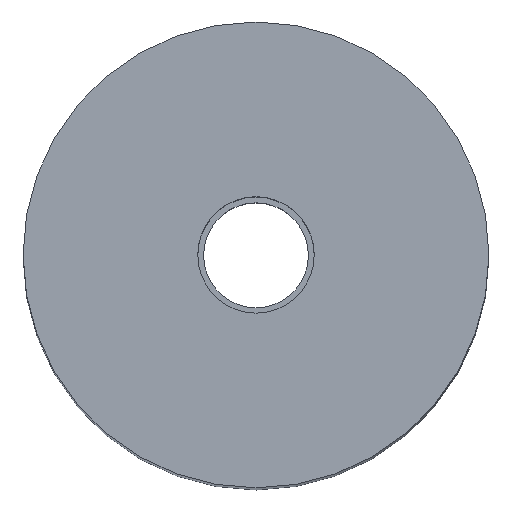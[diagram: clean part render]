
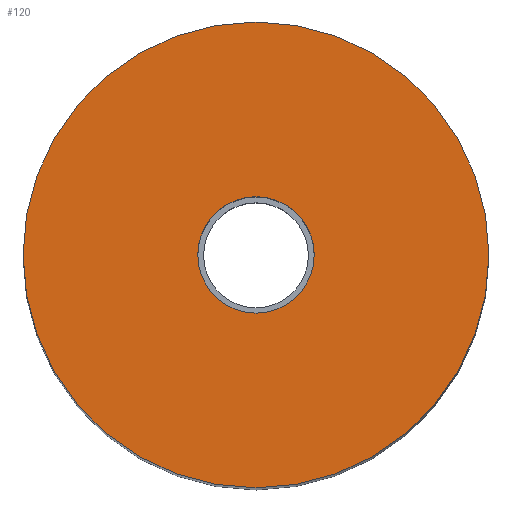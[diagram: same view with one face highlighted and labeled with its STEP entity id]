
A CAD part, left-side view. The second image highlights one B-rep face of the part: STEP entity #120.
In plain terms, the highlighted face is planar.
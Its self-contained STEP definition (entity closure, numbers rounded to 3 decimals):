
#25=FACE_BOUND('',#47,.T.);
#29=PLANE('',#150);
#36=FACE_OUTER_BOUND('',#46,.T.);
#46=EDGE_LOOP('',(#103));
#47=EDGE_LOOP('',(#104));
#63=CIRCLE('',#147,5.);
#65=CIRCLE('',#151,20.);
#71=VERTEX_POINT('',#219);
#73=VERTEX_POINT('',#227);
#80=EDGE_CURVE('',#71,#71,#63,.T.);
#84=EDGE_CURVE('',#73,#73,#65,.T.);
#103=ORIENTED_EDGE('',*,*,#84,.T.);
#104=ORIENTED_EDGE('',*,*,#80,.T.);
#120=ADVANCED_FACE('',(#36,#25),#29,.T.);
#147=AXIS2_PLACEMENT_3D('',#220,#180,#181);
#150=AXIS2_PLACEMENT_3D('',#226,#188,#189);
#151=AXIS2_PLACEMENT_3D('',#228,#190,#191);
#180=DIRECTION('center_axis',(1.,0.,0.));
#181=DIRECTION('ref_axis',(0.,0.,-1.));
#188=DIRECTION('center_axis',(-1.,0.,0.));
#189=DIRECTION('ref_axis',(0.,0.,1.));
#190=DIRECTION('center_axis',(-1.,0.,0.));
#191=DIRECTION('ref_axis',(0.,0.,1.));
#219=CARTESIAN_POINT('',(49.925,0.,-115.));
#220=CARTESIAN_POINT('Origin',(49.925,0.,-120.));
#226=CARTESIAN_POINT('Origin',(49.925,0.,-120.));
#227=CARTESIAN_POINT('',(49.925,0.,-140.));
#228=CARTESIAN_POINT('Origin',(49.925,0.,-120.));
